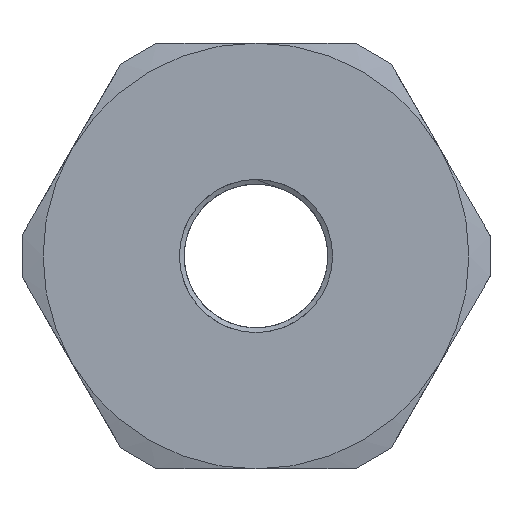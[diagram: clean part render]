
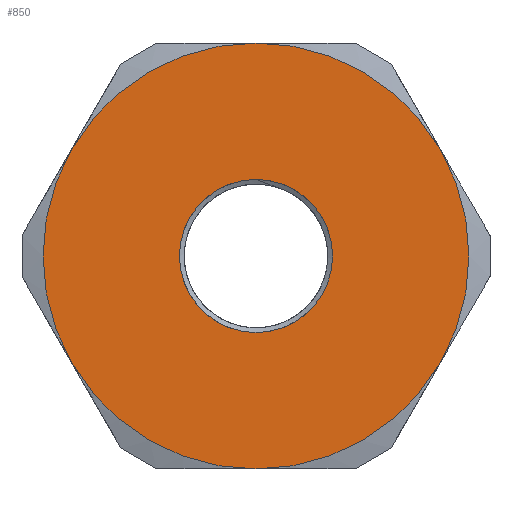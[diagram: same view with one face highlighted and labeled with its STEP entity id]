
A CAD part, left-side view. The second image highlights one B-rep face of the part: STEP entity #850.
In plain terms, the highlighted planar face has unit normal (-1, 0, 0).
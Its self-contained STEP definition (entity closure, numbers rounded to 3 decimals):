
#184=PLANE('',#947);
#192=FACE_BOUND('',#301,.T.);
#244=FACE_OUTER_BOUND('',#300,.T.);
#300=EDGE_LOOP('',(#781,#782,#783,#784,#785,#786));
#301=EDGE_LOOP('',(#787));
#345=CIRCLE('',#927,12.226);
#347=CIRCLE('',#936,34.);
#348=CIRCLE('',#938,34.);
#349=CIRCLE('',#940,34.);
#350=CIRCLE('',#942,34.);
#351=CIRCLE('',#944,34.);
#352=CIRCLE('',#946,34.);
#371=VERTEX_POINT('',#2049);
#396=VERTEX_POINT('',#2109);
#401=VERTEX_POINT('',#2129);
#406=VERTEX_POINT('',#2149);
#411=VERTEX_POINT('',#2169);
#416=VERTEX_POINT('',#2189);
#434=VERTEX_POINT('',#4136);
#543=EDGE_CURVE('',#434,#434,#345,.T.);
#551=EDGE_CURVE('',#396,#401,#347,.T.);
#552=EDGE_CURVE('',#371,#396,#348,.T.);
#553=EDGE_CURVE('',#401,#406,#349,.T.);
#554=EDGE_CURVE('',#416,#371,#350,.T.);
#555=EDGE_CURVE('',#406,#411,#351,.T.);
#556=EDGE_CURVE('',#411,#416,#352,.T.);
#781=ORIENTED_EDGE('',*,*,#556,.F.);
#782=ORIENTED_EDGE('',*,*,#555,.F.);
#783=ORIENTED_EDGE('',*,*,#553,.F.);
#784=ORIENTED_EDGE('',*,*,#551,.F.);
#785=ORIENTED_EDGE('',*,*,#552,.F.);
#786=ORIENTED_EDGE('',*,*,#554,.F.);
#787=ORIENTED_EDGE('',*,*,#543,.T.);
#850=ADVANCED_FACE('',(#244,#192),#184,.T.);
#927=AXIS2_PLACEMENT_3D('',#4137,#1128,#1129);
#936=AXIS2_PLACEMENT_3D('',#4164,#1146,#1147);
#938=AXIS2_PLACEMENT_3D('',#4166,#1150,#1151);
#940=AXIS2_PLACEMENT_3D('',#4168,#1154,#1155);
#942=AXIS2_PLACEMENT_3D('',#4170,#1158,#1159);
#944=AXIS2_PLACEMENT_3D('',#4172,#1162,#1163);
#946=AXIS2_PLACEMENT_3D('',#4174,#1166,#1167);
#947=AXIS2_PLACEMENT_3D('',#4175,#1168,#1169);
#1128=DIRECTION('center_axis',(1.,0.,0.));
#1129=DIRECTION('ref_axis',(0.,0.,-1.));
#1146=DIRECTION('center_axis',(1.,0.,0.));
#1147=DIRECTION('ref_axis',(0.,-1.,0.));
#1150=DIRECTION('center_axis',(1.,0.,0.));
#1151=DIRECTION('ref_axis',(0.,-1.,0.));
#1154=DIRECTION('center_axis',(1.,0.,0.));
#1155=DIRECTION('ref_axis',(0.,-1.,0.));
#1158=DIRECTION('center_axis',(1.,0.,0.));
#1159=DIRECTION('ref_axis',(0.,-1.,0.));
#1162=DIRECTION('center_axis',(1.,0.,0.));
#1163=DIRECTION('ref_axis',(0.,-1.,0.));
#1166=DIRECTION('center_axis',(1.,0.,0.));
#1167=DIRECTION('ref_axis',(0.,-1.,0.));
#1168=DIRECTION('center_axis',(-1.,0.,0.));
#1169=DIRECTION('ref_axis',(0.,0.,1.));
#2049=CARTESIAN_POINT('',(-18.,0.,34.));
#2109=CARTESIAN_POINT('',(-18.,-29.445,17.));
#2129=CARTESIAN_POINT('',(-18.,-29.445,-17.));
#2149=CARTESIAN_POINT('',(-18.,0.,-34.));
#2169=CARTESIAN_POINT('',(-18.,29.445,-17.));
#2189=CARTESIAN_POINT('',(-18.,29.445,17.));
#4136=CARTESIAN_POINT('',(-18.,12.226,0.));
#4137=CARTESIAN_POINT('Origin',(-18.,0.,0.));
#4164=CARTESIAN_POINT('Origin',(-18.,0.,0.));
#4166=CARTESIAN_POINT('Origin',(-18.,0.,0.));
#4168=CARTESIAN_POINT('Origin',(-18.,0.,0.));
#4170=CARTESIAN_POINT('Origin',(-18.,0.,0.));
#4172=CARTESIAN_POINT('Origin',(-18.,0.,0.));
#4174=CARTESIAN_POINT('Origin',(-18.,0.,0.));
#4175=CARTESIAN_POINT('Origin',(-18.,37.5,0.));
